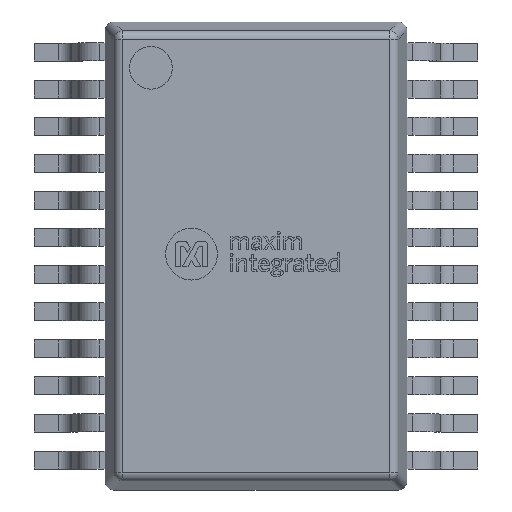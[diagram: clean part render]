
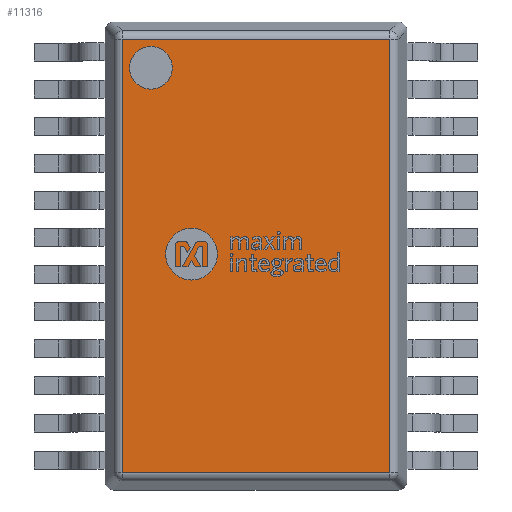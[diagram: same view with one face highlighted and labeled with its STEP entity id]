
A CAD part, top view. The second image highlights one B-rep face of the part: STEP entity #11316.
In plain terms, the highlighted planar face has unit normal (0, 0, 1).
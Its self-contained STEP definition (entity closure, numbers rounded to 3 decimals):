
#464=PLANE('',#12182);
#928=LINE('',#15824,#2154);
#960=LINE('',#15967,#2186);
#962=LINE('',#15970,#2188);
#964=LINE('',#15973,#2190);
#2154=VECTOR('',#12951,10.);
#2186=VECTOR('',#13109,10.);
#2188=VECTOR('',#13113,10.);
#2190=VECTOR('',#13117,10.);
#3531=FACE_OUTER_BOUND('',#4192,.T.);
#4192=EDGE_LOOP('',(#8038,#8039,#8040,#8041));
#5058=VERTEX_POINT('',#15804);
#5062=VERTEX_POINT('',#15816);
#5066=VERTEX_POINT('',#15827);
#5079=VERTEX_POINT('',#15860);
#6191=EDGE_CURVE('',#5062,#5058,#928,.T.);
#6264=EDGE_CURVE('',#5066,#5079,#960,.T.);
#6266=EDGE_CURVE('',#5079,#5062,#962,.T.);
#6268=EDGE_CURVE('',#5058,#5066,#964,.T.);
#8038=ORIENTED_EDGE('',*,*,#6264,.F.);
#8039=ORIENTED_EDGE('',*,*,#6268,.F.);
#8040=ORIENTED_EDGE('',*,*,#6191,.F.);
#8041=ORIENTED_EDGE('',*,*,#6266,.F.);
#11316=ADVANCED_FACE('',(#3531),#464,.T.);
#12182=AXIS2_PLACEMENT_3D('',#15989,#13141,#13142);
#12951=DIRECTION('',(0.,-1.,0.));
#13109=DIRECTION('',(0.,1.,0.));
#13113=DIRECTION('',(1.,0.,0.));
#13117=DIRECTION('',(-1.,0.,0.));
#13141=DIRECTION('center_axis',(0.,0.,1.));
#13142=DIRECTION('ref_axis',(1.,0.,0.));
#15804=CARTESIAN_POINT('',(2.341,-3.796,1.99));
#15816=CARTESIAN_POINT('',(2.341,3.796,1.99));
#15824=CARTESIAN_POINT('',(2.341,-1.025,1.99));
#15827=CARTESIAN_POINT('',(-2.341,-3.796,1.99));
#15860=CARTESIAN_POINT('',(-2.341,3.796,1.99));
#15967=CARTESIAN_POINT('',(-2.341,1.025,1.99));
#15970=CARTESIAN_POINT('',(0.661,3.796,1.99));
#15973=CARTESIAN_POINT('',(-0.661,-3.796,1.99));
#15989=CARTESIAN_POINT('Origin',(0.,0.,1.99));
